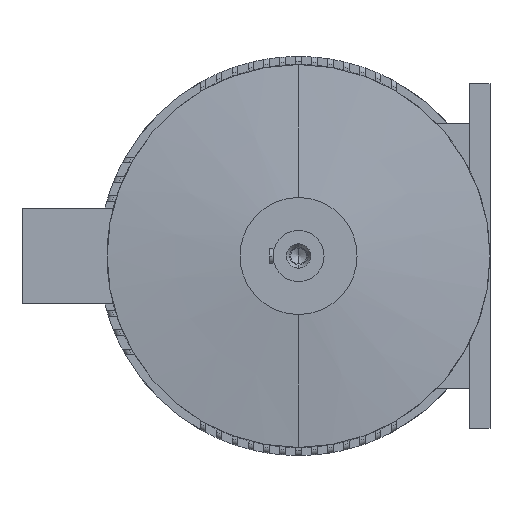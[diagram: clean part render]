
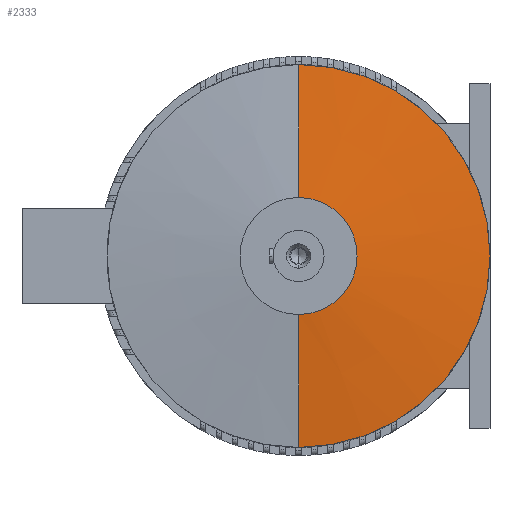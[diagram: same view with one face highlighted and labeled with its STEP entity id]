
A CAD part, left-side view. The second image highlights one B-rep face of the part: STEP entity #2333.
In plain terms, the highlighted conical face has half-angle 83.836 degrees and reference radius 180 mm.
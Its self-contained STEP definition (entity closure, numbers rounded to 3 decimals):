
#242 = ORIENTED_EDGE ( 'NONE', *, *, #6357, .F. ) ;
#243 = ORIENTED_EDGE ( 'NONE', *, *, #2727, .F. ) ;
#244 = ORIENTED_EDGE ( 'NONE', *, *, #6352, .T. ) ;
#245 = ORIENTED_EDGE ( 'NONE', *, *, #2731, .T. ) ;
#2333 = ADVANCED_FACE ( 'NONE', ( #3398 ), #3405, .T. ) ;
#2727 = EDGE_CURVE ( 'NONE', #9407, #9405, #10874, .T. ) ;
#2731 = EDGE_CURVE ( 'NONE', #9417, #9412, #10878, .T. ) ;
#2978 = EDGE_LOOP ( 'NONE', ( #242, #243, #244, #245 ) ) ;
#3398 = FACE_OUTER_BOUND ( 'NONE', #2978, .T. ) ;
#3405 = CONICAL_SURFACE ( 'NONE', #4611, 180., 1.463 ) ;
#3572 = LINE ( 'NONE', #5442, #3576 ) ;
#3576 = VECTOR ( 'NONE', #5441, 1000. ) ;
#3584 = LINE ( 'NONE', #5430, #3585 ) ;
#3585 = VECTOR ( 'NONE', #5429, 1000. ) ;
#4080 = CARTESIAN_POINT ( 'NONE',  ( 160.1, 0., -180. ) ) ;
#4085 = CARTESIAN_POINT ( 'NONE',  ( 160.1, 0., 180. ) ) ;
#4090 = CARTESIAN_POINT ( 'NONE',  ( 146.6, 0., -55. ) ) ;
#4092 = CARTESIAN_POINT ( 'NONE',  ( 146.6, 0., 55. ) ) ;
#4611 = AXIS2_PLACEMENT_3D ( 'NONE', #8757, #8758, #8763 ) ;
#4865 = AXIS2_PLACEMENT_3D ( 'NONE', #6557, #6556, #6555 ) ;
#4869 = AXIS2_PLACEMENT_3D ( 'NONE', #6560, #6546, #6545 ) ;
#5429 = DIRECTION ( 'NONE',  ( 0.107, 0., 0.994 ) ) ;
#5430 = CARTESIAN_POINT ( 'NONE',  ( 160.1, 0., 180. ) ) ;
#5441 = DIRECTION ( 'NONE',  ( 0.107, 0., -0.994 ) ) ;
#5442 = CARTESIAN_POINT ( 'NONE',  ( 160.1, 0., -180. ) ) ;
#6352 = EDGE_CURVE ( 'NONE', #9407, #9417, #3572, .T. ) ;
#6357 = EDGE_CURVE ( 'NONE', #9405, #9412, #3584, .T. ) ;
#6545 = DIRECTION ( 'NONE',  ( 0., 0., 1. ) ) ;
#6546 = DIRECTION ( 'NONE',  ( -1., 0., 0. ) ) ;
#6555 = DIRECTION ( 'NONE',  ( 0., 0., 1. ) ) ;
#6556 = DIRECTION ( 'NONE',  ( -1., 0., 0. ) ) ;
#6557 = CARTESIAN_POINT ( 'NONE',  ( 146.6, 0., 0. ) ) ;
#6560 = CARTESIAN_POINT ( 'NONE',  ( 160.1, 0., 0. ) ) ;
#8757 = CARTESIAN_POINT ( 'NONE',  ( 160.1, 0., 0. ) ) ;
#8758 = DIRECTION ( 'NONE',  ( 1., 0., 0. ) ) ;
#8763 = DIRECTION ( 'NONE',  ( 0., 0., -1. ) ) ;
#9405 = VERTEX_POINT ( 'NONE', #4092 ) ;
#9407 = VERTEX_POINT ( 'NONE', #4090 ) ;
#9412 = VERTEX_POINT ( 'NONE', #4085 ) ;
#9417 = VERTEX_POINT ( 'NONE', #4080 ) ;
#10874 = CIRCLE ( 'NONE', #4865, 55. ) ;
#10878 = CIRCLE ( 'NONE', #4869, 180. ) ;
